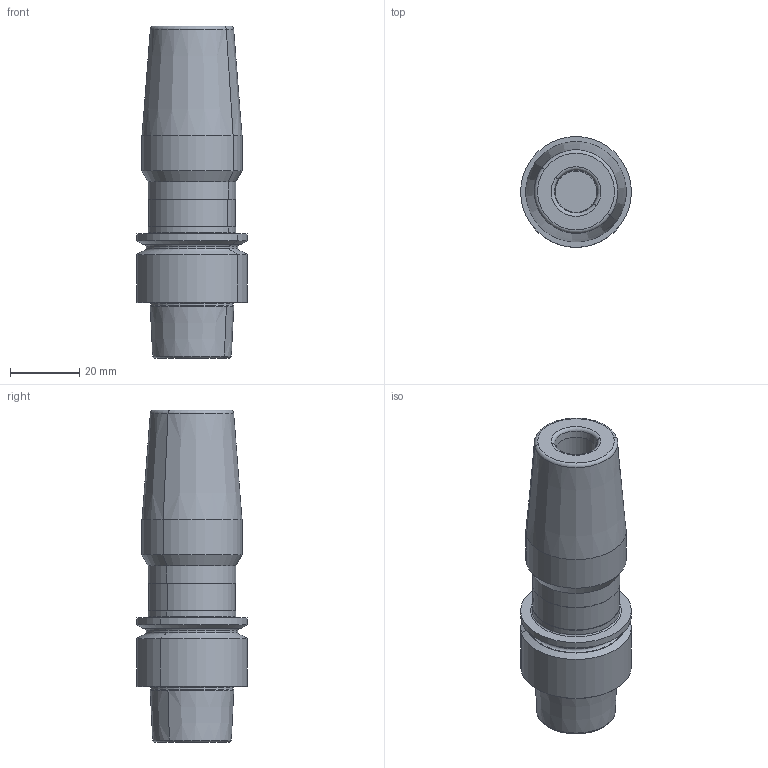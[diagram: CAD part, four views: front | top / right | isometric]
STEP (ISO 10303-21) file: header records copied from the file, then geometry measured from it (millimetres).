
FILE_DESCRIPTION((''),'2;1');
FILE_NAME('606166637-000-CD1','2013-10-14T',('brunnert'),(''),'PRO/ENGINEER BY PARAMETRIC TECHNOLOGY CORPORATION, 2011220','PRO/ENGINEER BY PARAMETRIC TECHNOLOGY CORPORATION, 2011220','');
FILE_SCHEMA(('AUTOMOTIVE_DESIGN_CC2 { 1 2 10303 214 -1 1 5 2 }'));
Length unit declared in the file: millimetre
Products named in the file (1): 606166637-000-CD1
Bounding box: 31.88 x 31.88 x 95.9 mm (x, y, z)
Volume: 50293.6 mm3; surface area: 11816.6 mm2
Topology: 1 solids, 1 shells, 64 faces, 808 edges, 1236 vertices
Faces by surface type: cylinder 20, cone 18, torus 16, plane 10
Entity records: 8733 total; most frequent: CARTESIAN_POINT 2697, PRESENTATION_STYLE_ASSIGNMENT 888, STYLED_ITEM 888, CURVE_STYLE 849, DIRECTION 656, B_SPLINE_CURVE_WITH_KNOTS 422, TRIMMED_CURVE 260, VECTOR 254
